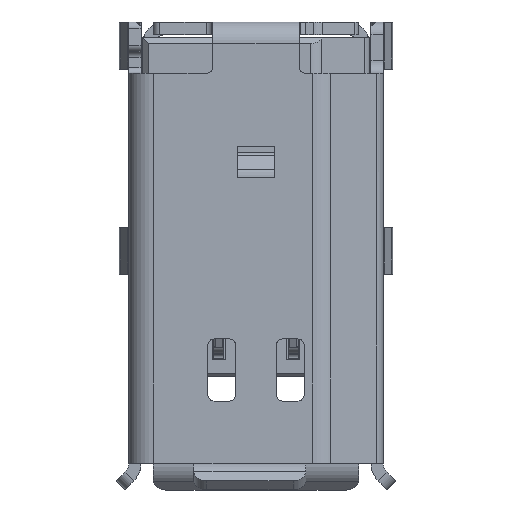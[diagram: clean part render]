
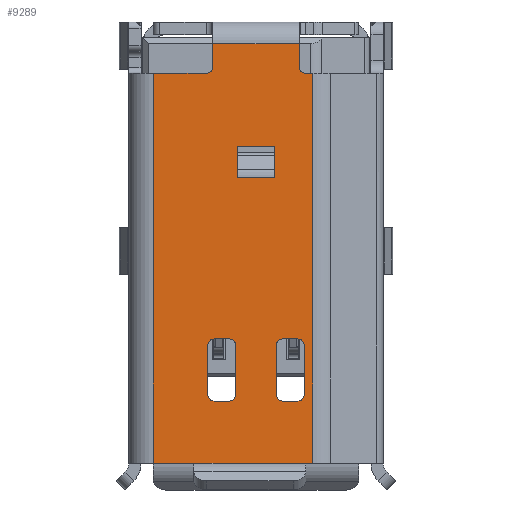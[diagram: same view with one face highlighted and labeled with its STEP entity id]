
A CAD part, top view. The second image highlights one B-rep face of the part: STEP entity #9289.
In plain terms, the highlighted planar face has unit normal (0, 0, 1).
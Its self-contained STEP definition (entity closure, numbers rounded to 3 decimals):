
#1957=CARTESIAN_POINT('',(-0.85,-6.8,4.05));
#1958=VERTEX_POINT('',#1957);
#1959=CARTESIAN_POINT('',(-0.65,-6.6,4.05));
#1960=VERTEX_POINT('',#1959);
#1961=CARTESIAN_POINT('',(-0.85,-6.6,4.05));
#1962=DIRECTION('',(0.,-1.,0.));
#1963=DIRECTION('',(0.,0.,1.));
#1964=AXIS2_PLACEMENT_3D('',#1961,#1963,#1962);
#1965=CIRCLE('',#1964,0.2);
#1966=EDGE_CURVE('',#1958,#1960,#1965,.T.);
#1999=CARTESIAN_POINT('',(-0.65,-5.,4.05));
#2000=VERTEX_POINT('',#1999);
#2001=CARTESIAN_POINT('',(-0.65,-6.6,4.05));
#2002=DIRECTION('',(0.,1.,0.));
#2003=VECTOR('',#2002,1.6);
#2004=LINE('',#2001,#2003);
#2005=EDGE_CURVE('',#1960,#2000,#2004,.T.);
#2030=CARTESIAN_POINT('',(-0.85,-4.8,4.05));
#2031=VERTEX_POINT('',#2030);
#2032=CARTESIAN_POINT('',(-0.85,-5.,4.05));
#2033=DIRECTION('',(1.,0.,0.));
#2034=DIRECTION('',(0.,0.,1.));
#2035=AXIS2_PLACEMENT_3D('',#2032,#2034,#2033);
#2036=CIRCLE('',#2035,0.2);
#2037=EDGE_CURVE('',#2000,#2031,#2036,.T.);
#2063=CARTESIAN_POINT('',(-1.35,-4.8,4.05));
#2064=VERTEX_POINT('',#2063);
#2065=CARTESIAN_POINT('',(-0.85,-4.8,4.05));
#2066=DIRECTION('',(-1.,0.,0.));
#2067=VECTOR('',#2066,0.5);
#2068=LINE('',#2065,#2067);
#2069=EDGE_CURVE('',#2031,#2064,#2068,.T.);
#2094=CARTESIAN_POINT('',(-1.55,-5.,4.05));
#2095=VERTEX_POINT('',#2094);
#2096=CARTESIAN_POINT('',(-1.35,-5.,4.05));
#2097=DIRECTION('',(0.,1.,0.));
#2098=DIRECTION('',(0.,0.,1.));
#2099=AXIS2_PLACEMENT_3D('',#2096,#2098,#2097);
#2100=CIRCLE('',#2099,0.2);
#2101=EDGE_CURVE('',#2064,#2095,#2100,.T.);
#2127=CARTESIAN_POINT('',(-1.55,-6.6,4.05));
#2128=VERTEX_POINT('',#2127);
#2129=CARTESIAN_POINT('',(-1.55,-5.,4.05));
#2130=DIRECTION('',(0.,-1.,0.));
#2131=VECTOR('',#2130,1.6);
#2132=LINE('',#2129,#2131);
#2133=EDGE_CURVE('',#2095,#2128,#2132,.T.);
#2158=CARTESIAN_POINT('',(-1.35,-6.8,4.05));
#2159=VERTEX_POINT('',#2158);
#2160=CARTESIAN_POINT('',(-1.35,-6.6,4.05));
#2161=DIRECTION('',(-1.,0.,0.));
#2162=DIRECTION('',(0.,0.,1.));
#2163=AXIS2_PLACEMENT_3D('',#2160,#2162,#2161);
#2164=CIRCLE('',#2163,0.2);
#2165=EDGE_CURVE('',#2128,#2159,#2164,.T.);
#2191=CARTESIAN_POINT('',(-1.35,-6.8,4.05));
#2192=DIRECTION('',(1.,0.,0.));
#2193=VECTOR('',#2192,0.5);
#2194=LINE('',#2191,#2193);
#2195=EDGE_CURVE('',#2159,#1958,#2194,.T.);
#2213=CARTESIAN_POINT('',(1.55,-6.6,4.05));
#2214=VERTEX_POINT('',#2213);
#2215=CARTESIAN_POINT('',(1.55,-5.,4.05));
#2216=VERTEX_POINT('',#2215);
#2217=CARTESIAN_POINT('',(1.55,-6.6,4.05));
#2218=DIRECTION('',(0.,1.,0.));
#2219=VECTOR('',#2218,1.6);
#2220=LINE('',#2217,#2219);
#2221=EDGE_CURVE('',#2214,#2216,#2220,.T.);
#2253=CARTESIAN_POINT('',(1.35,-4.8,4.05));
#2254=VERTEX_POINT('',#2253);
#2255=CARTESIAN_POINT('',(1.35,-5.,4.05));
#2256=DIRECTION('',(1.,0.,0.));
#2257=DIRECTION('',(0.,0.,1.));
#2258=AXIS2_PLACEMENT_3D('',#2255,#2257,#2256);
#2259=CIRCLE('',#2258,0.2);
#2260=EDGE_CURVE('',#2216,#2254,#2259,.T.);
#2286=CARTESIAN_POINT('',(0.85,-4.8,4.05));
#2287=VERTEX_POINT('',#2286);
#2288=CARTESIAN_POINT('',(1.35,-4.8,4.05));
#2289=DIRECTION('',(-1.,0.,0.));
#2290=VECTOR('',#2289,0.5);
#2291=LINE('',#2288,#2290);
#2292=EDGE_CURVE('',#2254,#2287,#2291,.T.);
#2317=CARTESIAN_POINT('',(0.65,-5.,4.05));
#2318=VERTEX_POINT('',#2317);
#2319=CARTESIAN_POINT('',(0.85,-5.,4.05));
#2320=DIRECTION('',(0.,1.,0.));
#2321=DIRECTION('',(0.,0.,1.));
#2322=AXIS2_PLACEMENT_3D('',#2319,#2321,#2320);
#2323=CIRCLE('',#2322,0.2);
#2324=EDGE_CURVE('',#2287,#2318,#2323,.T.);
#2350=CARTESIAN_POINT('',(0.65,-6.6,4.05));
#2351=VERTEX_POINT('',#2350);
#2352=CARTESIAN_POINT('',(0.65,-5.,4.05));
#2353=DIRECTION('',(0.,-1.,0.));
#2354=VECTOR('',#2353,1.6);
#2355=LINE('',#2352,#2354);
#2356=EDGE_CURVE('',#2318,#2351,#2355,.T.);
#2381=CARTESIAN_POINT('',(0.85,-6.8,4.05));
#2382=VERTEX_POINT('',#2381);
#2383=CARTESIAN_POINT('',(0.85,-6.6,4.05));
#2384=DIRECTION('',(-1.,0.,0.));
#2385=DIRECTION('',(0.,0.,1.));
#2386=AXIS2_PLACEMENT_3D('',#2383,#2385,#2384);
#2387=CIRCLE('',#2386,0.2);
#2388=EDGE_CURVE('',#2351,#2382,#2387,.T.);
#2414=CARTESIAN_POINT('',(1.35,-6.8,4.05));
#2415=VERTEX_POINT('',#2414);
#2416=CARTESIAN_POINT('',(0.85,-6.8,4.05));
#2417=DIRECTION('',(1.,0.,0.));
#2418=VECTOR('',#2417,0.5);
#2419=LINE('',#2416,#2418);
#2420=EDGE_CURVE('',#2382,#2415,#2419,.T.);
#2445=CARTESIAN_POINT('',(1.35,-6.6,4.05));
#2446=DIRECTION('',(0.,-1.,0.));
#2447=DIRECTION('',(0.,0.,1.));
#2448=AXIS2_PLACEMENT_3D('',#2445,#2447,#2446);
#2449=CIRCLE('',#2448,0.2);
#2450=EDGE_CURVE('',#2415,#2214,#2449,.T.);
#2469=CARTESIAN_POINT('',(-3.3,-8.8,4.05));
#2470=VERTEX_POINT('',#2469);
#2471=CARTESIAN_POINT('',(-3.3,3.75,4.05));
#2472=VERTEX_POINT('',#2471);
#2473=CARTESIAN_POINT('',(-3.3,-8.8,4.05));
#2474=DIRECTION('',(0.,1.,0.));
#2475=VECTOR('',#2474,12.55);
#2476=LINE('',#2473,#2475);
#2477=EDGE_CURVE('',#2470,#2472,#2476,.T.);
#3744=CARTESIAN_POINT('',(-0.6,1.4,4.05));
#3745=VERTEX_POINT('',#3744);
#3746=CARTESIAN_POINT('',(-0.6,0.4,4.05));
#3747=VERTEX_POINT('',#3746);
#3748=CARTESIAN_POINT('',(-0.6,1.4,4.05));
#3749=DIRECTION('',(0.,-1.,0.));
#3750=VECTOR('',#3749,1.);
#3751=LINE('',#3748,#3750);
#3752=EDGE_CURVE('',#3745,#3747,#3751,.T.);
#3802=CARTESIAN_POINT('',(0.6,1.4,4.05));
#3803=VERTEX_POINT('',#3802);
#3804=CARTESIAN_POINT('',(0.6,1.4,4.05));
#3805=DIRECTION('',(-1.,0.,0.));
#3806=VECTOR('',#3805,1.2);
#3807=LINE('',#3804,#3806);
#3808=EDGE_CURVE('',#3803,#3745,#3807,.T.);
#3833=CARTESIAN_POINT('',(0.6,0.4,4.05));
#3834=VERTEX_POINT('',#3833);
#3835=CARTESIAN_POINT('',(0.6,0.4,4.05));
#3836=DIRECTION('',(0.,1.,0.));
#3837=VECTOR('',#3836,1.);
#3838=LINE('',#3835,#3837);
#3839=EDGE_CURVE('',#3834,#3803,#3838,.T.);
#4059=CARTESIAN_POINT('',(-0.6,0.4,4.05));
#4060=DIRECTION('',(1.,0.,0.));
#4061=VECTOR('',#4060,1.2);
#4062=LINE('',#4059,#4061);
#4063=EDGE_CURVE('',#3747,#3834,#4062,.T.);
#4185=CARTESIAN_POINT('',(-1.6,3.75,4.05));
#4186=VERTEX_POINT('',#4185);
#4187=CARTESIAN_POINT('',(-3.3,3.75,4.05));
#4188=DIRECTION('',(1.,0.,0.));
#4189=VECTOR('',#4188,1.7);
#4190=LINE('',#4187,#4189);
#4191=EDGE_CURVE('',#2472,#4186,#4190,.T.);
#5037=CARTESIAN_POINT('',(1.4,3.95,4.05));
#5038=VERTEX_POINT('',#5037);
#5045=CARTESIAN_POINT('',(1.6,3.75,4.05));
#5046=VERTEX_POINT('',#5045);
#5047=CARTESIAN_POINT('',(1.6,3.95,4.05));
#5048=DIRECTION('',(-1.,0.,0.));
#5049=DIRECTION('',(-0.,0.,1.));
#5050=AXIS2_PLACEMENT_3D('',#5047,#5049,#5048);
#5051=CIRCLE('',#5050,0.2);
#5052=EDGE_CURVE('',#5038,#5046,#5051,.T.);
#5087=CARTESIAN_POINT('',(-1.4,3.95,4.05));
#5088=VERTEX_POINT('',#5087);
#5089=CARTESIAN_POINT('',(-1.6,3.95,4.05));
#5090=DIRECTION('',(0.,-1.,0.));
#5091=DIRECTION('',(0.,0.,1.));
#5092=AXIS2_PLACEMENT_3D('',#5089,#5091,#5090);
#5093=CIRCLE('',#5092,0.2);
#5094=EDGE_CURVE('',#4186,#5088,#5093,.T.);
#6045=CARTESIAN_POINT('',(-1.4,4.7,4.05));
#6046=VERTEX_POINT('',#6045);
#6047=CARTESIAN_POINT('',(-1.4,3.95,4.05));
#6048=DIRECTION('',(0.,1.,0.));
#6049=VECTOR('',#6048,0.75);
#6050=LINE('',#6047,#6049);
#6051=EDGE_CURVE('',#5088,#6046,#6050,.T.);
#6085=CARTESIAN_POINT('',(1.4,4.7,4.05));
#6086=VERTEX_POINT('',#6085);
#6093=CARTESIAN_POINT('',(1.4,4.7,4.05));
#6094=DIRECTION('',(0.,-1.,0.));
#6095=VECTOR('',#6094,0.75);
#6096=LINE('',#6093,#6095);
#6097=EDGE_CURVE('',#6086,#5038,#6096,.T.);
#6265=CARTESIAN_POINT('',(-1.4,4.7,4.05));
#6266=DIRECTION('',(1.,0.,0.));
#6267=VECTOR('',#6266,2.8);
#6268=LINE('',#6265,#6267);
#6269=EDGE_CURVE('',#6046,#6086,#6268,.T.);
#6473=CARTESIAN_POINT('',(1.6,-8.8,4.05));
#6474=VERTEX_POINT('',#6473);
#6521=CARTESIAN_POINT('',(-2.,-8.8,4.05));
#6522=VERTEX_POINT('',#6521);
#6523=CARTESIAN_POINT('',(1.6,-8.8,4.05));
#6524=DIRECTION('',(-1.,0.,0.));
#6525=VECTOR('',#6524,3.6);
#6526=LINE('',#6523,#6525);
#6527=EDGE_CURVE('',#6474,#6522,#6526,.T.);
#6613=CARTESIAN_POINT('',(-2.,-8.8,4.05));
#6614=DIRECTION('',(-1.,0.,0.));
#6615=VECTOR('',#6614,1.3);
#6616=LINE('',#6613,#6615);
#6617=EDGE_CURVE('',#6522,#2470,#6616,.T.);
#9225=CARTESIAN_POINT('',(0.,2.075,4.05));
#9226=DIRECTION('',(-1.,0.,0.));
#9227=DIRECTION('',(0.,0.,1.));
#9228=AXIS2_PLACEMENT_3D('',#9225,#9227,#9226);
#9229=PLANE('',#9228);
#9230=ORIENTED_EDGE('',*,*,#6269,.F.);
#9231=ORIENTED_EDGE('',*,*,#6051,.F.);
#9232=ORIENTED_EDGE('',*,*,#5094,.F.);
#9233=ORIENTED_EDGE('',*,*,#4191,.F.);
#9234=ORIENTED_EDGE('',*,*,#2477,.F.);
#9235=ORIENTED_EDGE('',*,*,#6617,.F.);
#9236=ORIENTED_EDGE('',*,*,#6527,.F.);
#9237=CARTESIAN_POINT('',(1.834,-8.8,4.05));
#9238=VERTEX_POINT('',#9237);
#9239=CARTESIAN_POINT('',(1.6,-8.8,4.05));
#9240=DIRECTION('',(1.,0.,0.));
#9241=VECTOR('',#9240,0.234);
#9242=LINE('',#9239,#9241);
#9243=EDGE_CURVE('',#6474,#9238,#9242,.T.);
#9244=ORIENTED_EDGE('',*,*,#9243,.T.);
#9245=CARTESIAN_POINT('',(1.834,3.75,4.05));
#9246=VERTEX_POINT('',#9245);
#9247=CARTESIAN_POINT('',(1.834,-8.8,4.05));
#9248=DIRECTION('',(0.,1.,0.));
#9249=VECTOR('',#9248,12.55);
#9250=LINE('',#9247,#9249);
#9251=EDGE_CURVE('',#9238,#9246,#9250,.T.);
#9252=ORIENTED_EDGE('',*,*,#9251,.T.);
#9253=CARTESIAN_POINT('',(1.834,3.75,4.05));
#9254=DIRECTION('',(-1.,0.,0.));
#9255=VECTOR('',#9254,0.234);
#9256=LINE('',#9253,#9255);
#9257=EDGE_CURVE('',#9246,#5046,#9256,.T.);
#9258=ORIENTED_EDGE('',*,*,#9257,.T.);
#9259=ORIENTED_EDGE('',*,*,#5052,.F.);
#9260=ORIENTED_EDGE('',*,*,#6097,.F.);
#9261=EDGE_LOOP('',(#9230,#9231,#9232,#9233,#9234,#9235,#9236,#9244,#9252,#9258,#9259,#9260));
#9262=FACE_OUTER_BOUND('',#9261,.T.);
#9263=ORIENTED_EDGE('',*,*,#2450,.F.);
#9264=ORIENTED_EDGE('',*,*,#2420,.F.);
#9265=ORIENTED_EDGE('',*,*,#2388,.F.);
#9266=ORIENTED_EDGE('',*,*,#2356,.F.);
#9267=ORIENTED_EDGE('',*,*,#2324,.F.);
#9268=ORIENTED_EDGE('',*,*,#2292,.F.);
#9269=ORIENTED_EDGE('',*,*,#2260,.F.);
#9270=ORIENTED_EDGE('',*,*,#2221,.F.);
#9271=EDGE_LOOP('',(#9263,#9264,#9265,#9266,#9267,#9268,#9269,#9270));
#9272=FACE_BOUND('',#9271,.T.);
#9273=ORIENTED_EDGE('',*,*,#2195,.F.);
#9274=ORIENTED_EDGE('',*,*,#2165,.F.);
#9275=ORIENTED_EDGE('',*,*,#2133,.F.);
#9276=ORIENTED_EDGE('',*,*,#2101,.F.);
#9277=ORIENTED_EDGE('',*,*,#2069,.F.);
#9278=ORIENTED_EDGE('',*,*,#2037,.F.);
#9279=ORIENTED_EDGE('',*,*,#2005,.F.);
#9280=ORIENTED_EDGE('',*,*,#1966,.F.);
#9281=EDGE_LOOP('',(#9273,#9274,#9275,#9276,#9277,#9278,#9279,#9280));
#9282=FACE_BOUND('',#9281,.T.);
#9283=ORIENTED_EDGE('',*,*,#4063,.F.);
#9284=ORIENTED_EDGE('',*,*,#3752,.F.);
#9285=ORIENTED_EDGE('',*,*,#3808,.F.);
#9286=ORIENTED_EDGE('',*,*,#3839,.F.);
#9287=EDGE_LOOP('',(#9283,#9284,#9285,#9286));
#9288=FACE_BOUND('',#9287,.T.);
#9289=ADVANCED_FACE('',(#9262,#9272,#9282,#9288),#9229,.T.);
